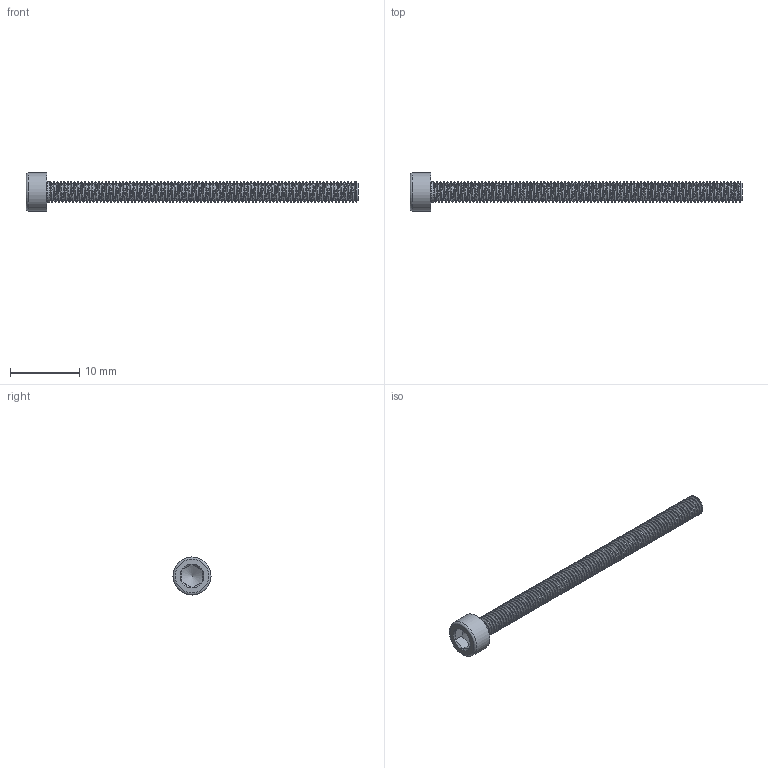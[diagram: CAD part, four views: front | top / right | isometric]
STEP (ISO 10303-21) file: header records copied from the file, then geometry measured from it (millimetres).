
FILE_DESCRIPTION(/* description */ (''),/* implementation_level */ '2;1');
FILE_NAME(/* name */ 'DIN_912-M3x45 .step',/* time_stamp */ '2020-10-29T17:39:12+00:00',/* author */ (''),/* organization */ (''),/* preprocessor_version */ 'ST-DEVELOPER v18.1',/* originating_system */ 'Autodesk Translation Framework v9.3.0.1241',/* authorisation */ '');
FILE_SCHEMA (('AUTOMOTIVE_DESIGN { 1 0 10303 214 3 1 1 }'));
Length unit declared in the file: millimetre
Products named in the file (1): DIN_912-M3x45
Bounding box: 48 x 5.5 x 5.5 mm (x, y, z)
Volume: 302 mm3; surface area: 729.8 mm2
Topology: 1 solids, 1 shells, 205 faces, 589 edges, 387 vertices
Faces by surface type: cylinder 181, plane 11, cone 9, bspline 2, torus 2
Full cylindrical faces by diameter (mm): 2.356 x38, 2.927 x62, 5.5 x1
Entity records: 16326 total; most frequent: CARTESIAN_POINT 11672, ORIENTED_EDGE 1176, DIRECTION 644, EDGE_CURVE 588, VERTEX_POINT 387, B_SPLINE_CURVE_WITH_KNOTS 363, AXIS2_PLACEMENT_3D 228, EDGE_LOOP 207
